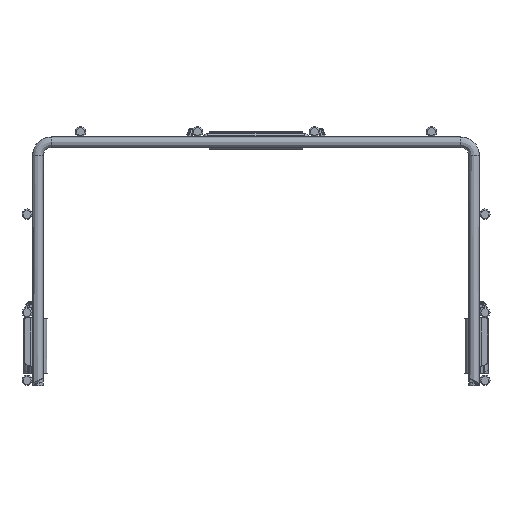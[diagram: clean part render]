
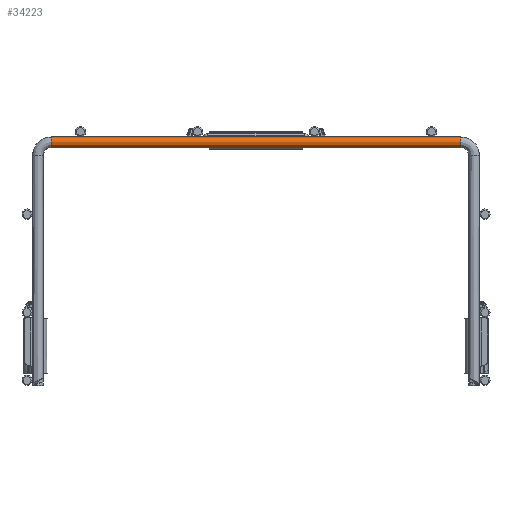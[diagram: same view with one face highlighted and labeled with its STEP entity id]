
A CAD part, front view. The second image highlights one B-rep face of the part: STEP entity #34223.
In plain terms, the highlighted cylindrical face has radius 2.25 mm (diameter 4.5 mm), a partial arc.
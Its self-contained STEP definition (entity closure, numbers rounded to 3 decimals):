
#33471=DIRECTION('',(1.,0.,0.));
#33472=VECTOR('',#33471,175.);
#33473=CARTESIAN_POINT('',(-87.5,-3002.25,-4.5));
#33474=LINE('',#33473,#33472);
#33555=CARTESIAN_POINT('',(-87.5,-3002.25,-2.25));
#33556=DIRECTION('',(1.,0.,0.));
#33557=DIRECTION('',(0.,0.,1.));
#33558=AXIS2_PLACEMENT_3D('',#33555,#33556,#33557);
#33560=DIRECTION('',(1.,0.,0.));
#33561=VECTOR('',#33560,175.);
#33562=CARTESIAN_POINT('',(-87.5,-3002.25,0.));
#33563=LINE('',#33562,#33561);
#33564=CARTESIAN_POINT('',(87.5,-3002.25,-2.25));
#33565=DIRECTION('',(1.,0.,0.));
#33566=DIRECTION('',(0.,0.,1.));
#33567=AXIS2_PLACEMENT_3D('',#33564,#33565,#33566);
#33666=CARTESIAN_POINT('',(-87.5,-3002.25,-4.5));
#33667=CARTESIAN_POINT('',(-87.5,-3002.25,0.));
#33668=VERTEX_POINT('',#33666);
#33669=VERTEX_POINT('',#33667);
#33670=CARTESIAN_POINT('',(87.5,-3002.25,-4.5));
#33671=CARTESIAN_POINT('',(87.5,-3002.25,0.));
#33672=VERTEX_POINT('',#33670);
#33673=VERTEX_POINT('',#33671);
#34211=CARTESIAN_POINT('',(-87.5,-3002.25,-2.25));
#34212=DIRECTION('',(1.,0.,0.));
#34213=DIRECTION('',(0.,0.,-1.));
#34214=AXIS2_PLACEMENT_3D('',#34211,#34212,#34213);
#34215=CYLINDRICAL_SURFACE('',#34214,2.25);
#34216=ORIENTED_EDGE('',*,*,#34205,.F.);
#34217=ORIENTED_EDGE('',*,*,#33945,.T.);
#34219=ORIENTED_EDGE('',*,*,#34218,.T.);
#34220=ORIENTED_EDGE('',*,*,#33942,.F.);
#34221=EDGE_LOOP('',(#34216,#34217,#34219,#34220));
#34222=FACE_OUTER_BOUND('',#34221,.F.);
#34223=ADVANCED_FACE('',(#34222),#34215,.T.);
#33559=CIRCLE('',#33558,2.25);
#33568=CIRCLE('',#33567,2.25);
#33942=EDGE_CURVE('',#33668,#33672,#33474,.T.);
#33945=EDGE_CURVE('',#33669,#33673,#33563,.T.);
#34205=EDGE_CURVE('',#33669,#33668,#33559,.T.);
#34218=EDGE_CURVE('',#33673,#33672,#33568,.T.);
